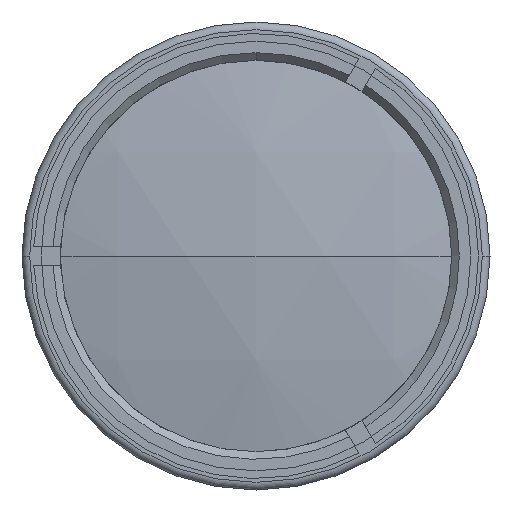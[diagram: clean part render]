
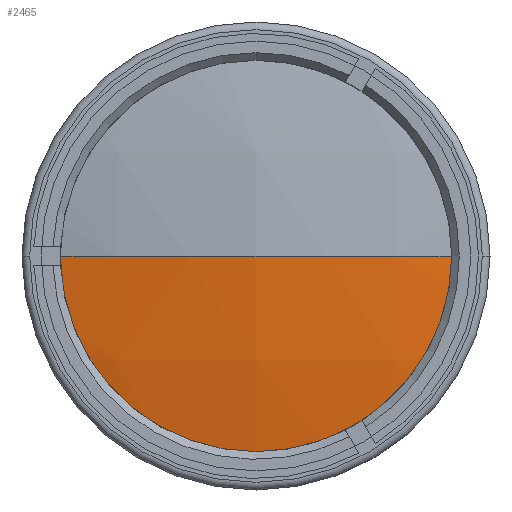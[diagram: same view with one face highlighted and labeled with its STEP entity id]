
A CAD part, left-side view. The second image highlights one B-rep face of the part: STEP entity #2465.
In plain terms, the highlighted spherical face has radius 124 mm.
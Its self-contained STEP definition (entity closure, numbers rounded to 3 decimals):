
#107 = CIRCLE ( 'NONE', #4229, 124. ) ;
#552 = ORIENTED_EDGE ( 'NONE', *, *, #2975, .F. ) ;
#716 = CARTESIAN_POINT ( 'NONE',  ( -104.365, -27., 0. ) ) ;
#792 = VERTEX_POINT ( 'NONE', #5428 ) ;
#892 = CIRCLE ( 'NONE', #4095, 27. ) ;
#947 = DIRECTION ( 'NONE',  ( -1., 0., 0. ) ) ;
#1603 = VERTEX_POINT ( 'NONE', #3429 ) ;
#1768 = AXIS2_PLACEMENT_3D ( 'NONE', #2605, #5546, #3092 ) ;
#2278 = DIRECTION ( 'NONE',  ( 0., 1., 0. ) ) ;
#2309 = FACE_OUTER_BOUND ( 'NONE', #2355, .T. ) ;
#2319 = EDGE_CURVE ( 'NONE', #792, #3070, #892, .T. ) ;
#2355 = EDGE_LOOP ( 'NONE', ( #2604, #4521, #552 ) ) ;
#2465 = ADVANCED_FACE ( 'NONE', ( #2309 ), #2949, .T. ) ;
#2604 = ORIENTED_EDGE ( 'NONE', *, *, #2319, .T. ) ;
#2605 = CARTESIAN_POINT ( 'NONE',  ( 16.66, 0., 0. ) ) ;
#2661 = DIRECTION ( 'NONE',  ( 0., 0., -1. ) ) ;
#2949 = SPHERICAL_SURFACE ( 'NONE', #5067, 124. ) ;
#2975 = EDGE_CURVE ( 'NONE', #792, #1603, #4197, .T. ) ;
#3070 = VERTEX_POINT ( 'NONE', #716 ) ;
#3077 = EDGE_CURVE ( 'NONE', #3070, #1603, #107, .T. ) ;
#3092 = DIRECTION ( 'NONE',  ( 0., -1., 0. ) ) ;
#3429 = CARTESIAN_POINT ( 'NONE',  ( -107.34, 0., 0. ) ) ;
#3791 = CARTESIAN_POINT ( 'NONE',  ( -104.365, 0., 0. ) ) ;
#4095 = AXIS2_PLACEMENT_3D ( 'NONE', #3791, #947, #4220 ) ;
#4197 = CIRCLE ( 'NONE', #1768, 124. ) ;
#4220 = DIRECTION ( 'NONE',  ( 0., 0., 1. ) ) ;
#4229 = AXIS2_PLACEMENT_3D ( 'NONE', #5223, #2661, #5592 ) ;
#4521 = ORIENTED_EDGE ( 'NONE', *, *, #3077, .T. ) ;
#4912 = DIRECTION ( 'NONE',  ( 0., 0., -1. ) ) ;
#5067 = AXIS2_PLACEMENT_3D ( 'NONE', #5645, #4912, #2278 ) ;
#5223 = CARTESIAN_POINT ( 'NONE',  ( 16.66, 0., 0. ) ) ;
#5428 = CARTESIAN_POINT ( 'NONE',  ( -104.365, 27., 0. ) ) ;
#5546 = DIRECTION ( 'NONE',  ( 0., 0., 1. ) ) ;
#5592 = DIRECTION ( 'NONE',  ( 0., 1., 0. ) ) ;
#5645 = CARTESIAN_POINT ( 'NONE',  ( 16.66, 0., 0. ) ) ;
